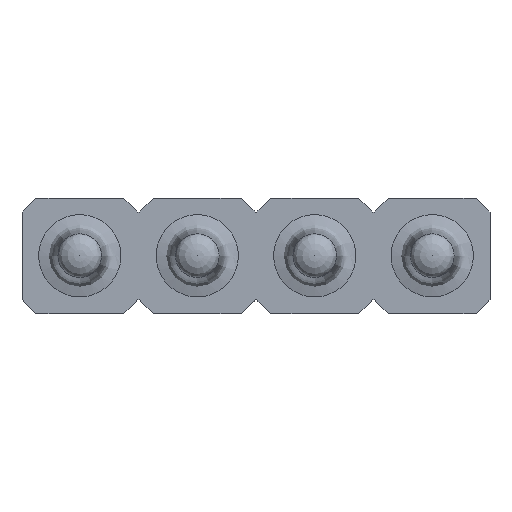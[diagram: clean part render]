
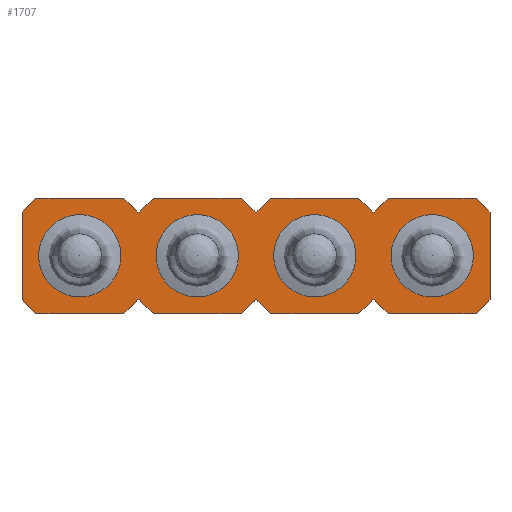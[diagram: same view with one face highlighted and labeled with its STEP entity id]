
A CAD part, top view. The second image highlights one B-rep face of the part: STEP entity #1707.
In plain terms, the highlighted planar face has unit normal (0, 0, 1).
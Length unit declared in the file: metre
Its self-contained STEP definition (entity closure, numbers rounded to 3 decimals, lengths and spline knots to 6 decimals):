
#42=LINE('',#3258,#250);
#43=LINE('',#3261,#251);
#44=LINE('',#3263,#252);
#45=LINE('',#3265,#253);
#46=LINE('',#3267,#254);
#47=LINE('',#3269,#255);
#48=LINE('',#3271,#256);
#49=LINE('',#3273,#257);
#50=LINE('',#3275,#258);
#51=LINE('',#3277,#259);
#52=LINE('',#3279,#260);
#53=LINE('',#3281,#261);
#54=LINE('',#3283,#262);
#55=LINE('',#3285,#263);
#56=LINE('',#3287,#264);
#57=LINE('',#3289,#265);
#58=LINE('',#3291,#266);
#59=LINE('',#3293,#267);
#60=LINE('',#3295,#268);
#61=LINE('',#3297,#269);
#62=LINE('',#3299,#270);
#63=LINE('',#3301,#271);
#64=LINE('',#3303,#272);
#65=LINE('',#3305,#273);
#66=LINE('',#3307,#274);
#67=LINE('',#3309,#275);
#68=LINE('',#3311,#276);
#69=LINE('',#3313,#277);
#70=LINE('',#3315,#278);
#71=LINE('',#3317,#279);
#72=LINE('',#3319,#280);
#73=LINE('',#3321,#281);
#250=VECTOR('',#2151,1.);
#251=VECTOR('',#2152,1.);
#252=VECTOR('',#2153,1.);
#253=VECTOR('',#2154,1.);
#254=VECTOR('',#2155,1.);
#255=VECTOR('',#2156,1.);
#256=VECTOR('',#2157,1.);
#257=VECTOR('',#2158,1.);
#258=VECTOR('',#2159,1.);
#259=VECTOR('',#2160,1.);
#260=VECTOR('',#2161,1.);
#261=VECTOR('',#2162,1.);
#262=VECTOR('',#2163,1.);
#263=VECTOR('',#2164,1.);
#264=VECTOR('',#2165,1.);
#265=VECTOR('',#2166,1.);
#266=VECTOR('',#2167,1.);
#267=VECTOR('',#2168,1.);
#268=VECTOR('',#2169,1.);
#269=VECTOR('',#2170,1.);
#270=VECTOR('',#2171,1.);
#271=VECTOR('',#2172,1.);
#272=VECTOR('',#2173,1.);
#273=VECTOR('',#2174,1.);
#274=VECTOR('',#2175,1.);
#275=VECTOR('',#2176,1.);
#276=VECTOR('',#2177,1.);
#277=VECTOR('',#2178,1.);
#278=VECTOR('',#2179,1.);
#279=VECTOR('',#2180,1.);
#280=VECTOR('',#2181,1.);
#281=VECTOR('',#2182,1.);
#465=PLANE('',#1940);
#626=ORIENTED_EDGE('',*,*,#1062,.T.);
#627=ORIENTED_EDGE('',*,*,#1063,.T.);
#628=ORIENTED_EDGE('',*,*,#1064,.T.);
#629=ORIENTED_EDGE('',*,*,#1065,.T.);
#630=ORIENTED_EDGE('',*,*,#1066,.T.);
#631=ORIENTED_EDGE('',*,*,#1067,.T.);
#632=ORIENTED_EDGE('',*,*,#1068,.T.);
#633=ORIENTED_EDGE('',*,*,#1069,.T.);
#634=ORIENTED_EDGE('',*,*,#1070,.T.);
#635=ORIENTED_EDGE('',*,*,#1071,.T.);
#636=ORIENTED_EDGE('',*,*,#1072,.T.);
#637=ORIENTED_EDGE('',*,*,#1073,.T.);
#638=ORIENTED_EDGE('',*,*,#1074,.T.);
#639=ORIENTED_EDGE('',*,*,#1075,.T.);
#640=ORIENTED_EDGE('',*,*,#1076,.T.);
#641=ORIENTED_EDGE('',*,*,#1077,.T.);
#642=ORIENTED_EDGE('',*,*,#1078,.T.);
#643=ORIENTED_EDGE('',*,*,#1079,.T.);
#644=ORIENTED_EDGE('',*,*,#1080,.T.);
#645=ORIENTED_EDGE('',*,*,#1081,.T.);
#646=ORIENTED_EDGE('',*,*,#1082,.T.);
#647=ORIENTED_EDGE('',*,*,#1083,.T.);
#648=ORIENTED_EDGE('',*,*,#1084,.T.);
#649=ORIENTED_EDGE('',*,*,#1085,.T.);
#650=ORIENTED_EDGE('',*,*,#1086,.T.);
#651=ORIENTED_EDGE('',*,*,#1087,.T.);
#652=ORIENTED_EDGE('',*,*,#1088,.T.);
#653=ORIENTED_EDGE('',*,*,#1089,.T.);
#654=ORIENTED_EDGE('',*,*,#1090,.T.);
#655=ORIENTED_EDGE('',*,*,#1091,.T.);
#656=ORIENTED_EDGE('',*,*,#1092,.T.);
#657=ORIENTED_EDGE('',*,*,#1093,.T.);
#1062=EDGE_CURVE('',#1294,#1295,#42,.T.);
#1063=EDGE_CURVE('',#1295,#1296,#43,.T.);
#1064=EDGE_CURVE('',#1296,#1297,#44,.T.);
#1065=EDGE_CURVE('',#1297,#1298,#45,.T.);
#1066=EDGE_CURVE('',#1298,#1299,#46,.T.);
#1067=EDGE_CURVE('',#1299,#1300,#47,.T.);
#1068=EDGE_CURVE('',#1300,#1301,#48,.T.);
#1069=EDGE_CURVE('',#1301,#1302,#49,.T.);
#1070=EDGE_CURVE('',#1302,#1303,#50,.T.);
#1071=EDGE_CURVE('',#1303,#1304,#51,.T.);
#1072=EDGE_CURVE('',#1304,#1305,#52,.T.);
#1073=EDGE_CURVE('',#1305,#1306,#53,.T.);
#1074=EDGE_CURVE('',#1306,#1307,#54,.T.);
#1075=EDGE_CURVE('',#1307,#1308,#55,.T.);
#1076=EDGE_CURVE('',#1308,#1309,#56,.T.);
#1077=EDGE_CURVE('',#1309,#1310,#57,.T.);
#1078=EDGE_CURVE('',#1310,#1311,#58,.T.);
#1079=EDGE_CURVE('',#1311,#1312,#59,.T.);
#1080=EDGE_CURVE('',#1312,#1313,#60,.T.);
#1081=EDGE_CURVE('',#1313,#1314,#61,.T.);
#1082=EDGE_CURVE('',#1314,#1315,#62,.T.);
#1083=EDGE_CURVE('',#1315,#1316,#63,.T.);
#1084=EDGE_CURVE('',#1316,#1317,#64,.T.);
#1085=EDGE_CURVE('',#1317,#1318,#65,.T.);
#1086=EDGE_CURVE('',#1318,#1319,#66,.T.);
#1087=EDGE_CURVE('',#1319,#1320,#67,.T.);
#1088=EDGE_CURVE('',#1320,#1321,#68,.T.);
#1089=EDGE_CURVE('',#1321,#1322,#69,.T.);
#1090=EDGE_CURVE('',#1322,#1323,#70,.T.);
#1091=EDGE_CURVE('',#1323,#1324,#71,.T.);
#1092=EDGE_CURVE('',#1324,#1325,#72,.T.);
#1093=EDGE_CURVE('',#1325,#1294,#73,.T.);
#1294=VERTEX_POINT('',#3259);
#1295=VERTEX_POINT('',#3260);
#1296=VERTEX_POINT('',#3262);
#1297=VERTEX_POINT('',#3264);
#1298=VERTEX_POINT('',#3266);
#1299=VERTEX_POINT('',#3268);
#1300=VERTEX_POINT('',#3270);
#1301=VERTEX_POINT('',#3272);
#1302=VERTEX_POINT('',#3274);
#1303=VERTEX_POINT('',#3276);
#1304=VERTEX_POINT('',#3278);
#1305=VERTEX_POINT('',#3280);
#1306=VERTEX_POINT('',#3282);
#1307=VERTEX_POINT('',#3284);
#1308=VERTEX_POINT('',#3286);
#1309=VERTEX_POINT('',#3288);
#1310=VERTEX_POINT('',#3290);
#1311=VERTEX_POINT('',#3292);
#1312=VERTEX_POINT('',#3294);
#1313=VERTEX_POINT('',#3296);
#1314=VERTEX_POINT('',#3298);
#1315=VERTEX_POINT('',#3300);
#1316=VERTEX_POINT('',#3302);
#1317=VERTEX_POINT('',#3304);
#1318=VERTEX_POINT('',#3306);
#1319=VERTEX_POINT('',#3308);
#1320=VERTEX_POINT('',#3310);
#1321=VERTEX_POINT('',#3312);
#1322=VERTEX_POINT('',#3314);
#1323=VERTEX_POINT('',#3316);
#1324=VERTEX_POINT('',#3318);
#1325=VERTEX_POINT('',#3320);
#1451=EDGE_LOOP('',(#626,#627,#628,#629,#630,#631,#632,#633,#634,#635,#636,
#637,#638,#639,#640,#641,#642,#643,#644,#645,#646,#647,#648,#649,#650,#651,
#652,#653,#654,#655,#656,#657));
#1585=FACE_BOUND('',#1451,.T.);
#1707=ADVANCED_FACE('',(#1585),#465,.T.);
#1940=AXIS2_PLACEMENT_3D('',#3257,#2149,#2150);
#2149=DIRECTION('',(0.,0.,1.));
#2150=DIRECTION('',(1.,0.,0.));
#2151=DIRECTION('',(0.707,-0.707,0.));
#2152=DIRECTION('',(1.,0.,0.));
#2153=DIRECTION('',(0.707,0.707,0.));
#2154=DIRECTION('',(0.,1.,0.));
#2155=DIRECTION('',(-0.707,0.707,0.));
#2156=DIRECTION('',(-1.,0.,0.));
#2157=DIRECTION('',(-0.707,-0.707,0.));
#2158=DIRECTION('',(-1.,0.,0.));
#2159=DIRECTION('',(-0.707,0.707,0.));
#2160=DIRECTION('',(-1.,0.,0.));
#2161=DIRECTION('',(-0.707,-0.707,0.));
#2162=DIRECTION('',(-1.,0.,0.));
#2163=DIRECTION('',(-0.707,0.707,0.));
#2164=DIRECTION('',(-1.,0.,0.));
#2165=DIRECTION('',(-0.707,-0.707,0.));
#2166=DIRECTION('',(-1.,0.,0.));
#2167=DIRECTION('',(-0.707,0.707,0.));
#2168=DIRECTION('',(-1.,0.,0.));
#2169=DIRECTION('',(-0.707,-0.707,0.));
#2170=DIRECTION('',(0.,-1.,0.));
#2171=DIRECTION('',(0.707,-0.707,0.));
#2172=DIRECTION('',(1.,0.,0.));
#2173=DIRECTION('',(0.707,0.707,0.));
#2174=DIRECTION('',(1.,0.,0.));
#2175=DIRECTION('',(0.707,-0.707,0.));
#2176=DIRECTION('',(1.,0.,0.));
#2177=DIRECTION('',(0.707,0.707,0.));
#2178=DIRECTION('',(1.,0.,0.));
#2179=DIRECTION('',(0.707,-0.707,0.));
#2180=DIRECTION('',(1.,0.,0.));
#2181=DIRECTION('',(0.707,0.707,0.));
#2182=DIRECTION('',(1.,0.,0.));
#3257=CARTESIAN_POINT('',(0.,0.,0.0015));
#3258=CARTESIAN_POINT('',(0.00286,-0.00125,0.0015));
#3259=CARTESIAN_POINT('',(0.00256,-0.00095,0.0015));
#3260=CARTESIAN_POINT('',(0.00286,-0.00125,0.0015));
#3261=CARTESIAN_POINT('',(0.,-0.00125,0.0015));
#3262=CARTESIAN_POINT('',(0.00476,-0.00125,0.0015));
#3263=CARTESIAN_POINT('',(0.00506,-0.00095,0.0015));
#3264=CARTESIAN_POINT('',(0.00506,-0.00095,0.0015));
#3265=CARTESIAN_POINT('',(0.00506,0.00095,0.0015));
#3266=CARTESIAN_POINT('',(0.00506,0.00095,0.0015));
#3267=CARTESIAN_POINT('',(0.00476,0.00125,0.0015));
#3268=CARTESIAN_POINT('',(0.00476,0.00125,0.0015));
#3269=CARTESIAN_POINT('',(0.,0.00125,0.0015));
#3270=CARTESIAN_POINT('',(0.00286,0.00125,0.0015));
#3271=CARTESIAN_POINT('',(0.00256,0.00095,0.0015));
#3272=CARTESIAN_POINT('',(0.00256,0.00095,0.0015));
#3273=CARTESIAN_POINT('',(0.,0.00095,0.0015));
#3274=CARTESIAN_POINT('',(0.00252,0.00095,0.0015));
#3275=CARTESIAN_POINT('',(0.00222,0.00125,0.0015));
#3276=CARTESIAN_POINT('',(0.00222,0.00125,0.0015));
#3277=CARTESIAN_POINT('',(0.,0.00125,0.0015));
#3278=CARTESIAN_POINT('',(0.00032,0.00125,0.0015));
#3279=CARTESIAN_POINT('',(0.00002,0.00095,0.0015));
#3280=CARTESIAN_POINT('',(0.00002,0.00095,0.0015));
#3281=CARTESIAN_POINT('',(0.,0.00095,0.0015));
#3282=CARTESIAN_POINT('',(-0.00002,0.00095,0.0015));
#3283=CARTESIAN_POINT('',(-0.00032,0.00125,0.0015));
#3284=CARTESIAN_POINT('',(-0.00032,0.00125,0.0015));
#3285=CARTESIAN_POINT('',(0.,0.00125,0.0015));
#3286=CARTESIAN_POINT('',(-0.00222,0.00125,0.0015));
#3287=CARTESIAN_POINT('',(-0.00252,0.00095,0.0015));
#3288=CARTESIAN_POINT('',(-0.00252,0.00095,0.0015));
#3289=CARTESIAN_POINT('',(-0.00256,0.00095,0.0015));
#3290=CARTESIAN_POINT('',(-0.00256,0.00095,0.0015));
#3291=CARTESIAN_POINT('',(-0.00286,0.00125,0.0015));
#3292=CARTESIAN_POINT('',(-0.00286,0.00125,0.0015));
#3293=CARTESIAN_POINT('',(-0.00476,0.00125,0.0015));
#3294=CARTESIAN_POINT('',(-0.00476,0.00125,0.0015));
#3295=CARTESIAN_POINT('',(-0.00506,0.00095,0.0015));
#3296=CARTESIAN_POINT('',(-0.00506,0.00095,0.0015));
#3297=CARTESIAN_POINT('',(-0.00506,-0.00095,0.0015));
#3298=CARTESIAN_POINT('',(-0.00506,-0.00095,0.0015));
#3299=CARTESIAN_POINT('',(-0.00476,-0.00125,0.0015));
#3300=CARTESIAN_POINT('',(-0.00476,-0.00125,0.0015));
#3301=CARTESIAN_POINT('',(0.,-0.00125,0.0015));
#3302=CARTESIAN_POINT('',(-0.00286,-0.00125,0.0015));
#3303=CARTESIAN_POINT('',(-0.00256,-0.00095,0.0015));
#3304=CARTESIAN_POINT('',(-0.00256,-0.00095,0.0015));
#3305=CARTESIAN_POINT('',(0.,-0.00095,0.0015));
#3306=CARTESIAN_POINT('',(-0.00252,-0.00095,0.0015));
#3307=CARTESIAN_POINT('',(-0.00222,-0.00125,0.0015));
#3308=CARTESIAN_POINT('',(-0.00222,-0.00125,0.0015));
#3309=CARTESIAN_POINT('',(0.,-0.00125,0.0015));
#3310=CARTESIAN_POINT('',(-0.00032,-0.00125,0.0015));
#3311=CARTESIAN_POINT('',(-0.00002,-0.00095,0.0015));
#3312=CARTESIAN_POINT('',(-0.00002,-0.00095,0.0015));
#3313=CARTESIAN_POINT('',(0.,-0.00095,0.0015));
#3314=CARTESIAN_POINT('',(0.00002,-0.00095,0.0015));
#3315=CARTESIAN_POINT('',(0.00032,-0.00125,0.0015));
#3316=CARTESIAN_POINT('',(0.00032,-0.00125,0.0015));
#3317=CARTESIAN_POINT('',(0.00222,-0.00125,0.0015));
#3318=CARTESIAN_POINT('',(0.00222,-0.00125,0.0015));
#3319=CARTESIAN_POINT('',(0.00252,-0.00095,0.0015));
#3320=CARTESIAN_POINT('',(0.00252,-0.00095,0.0015));
#3321=CARTESIAN_POINT('',(0.00256,-0.00095,0.0015));
